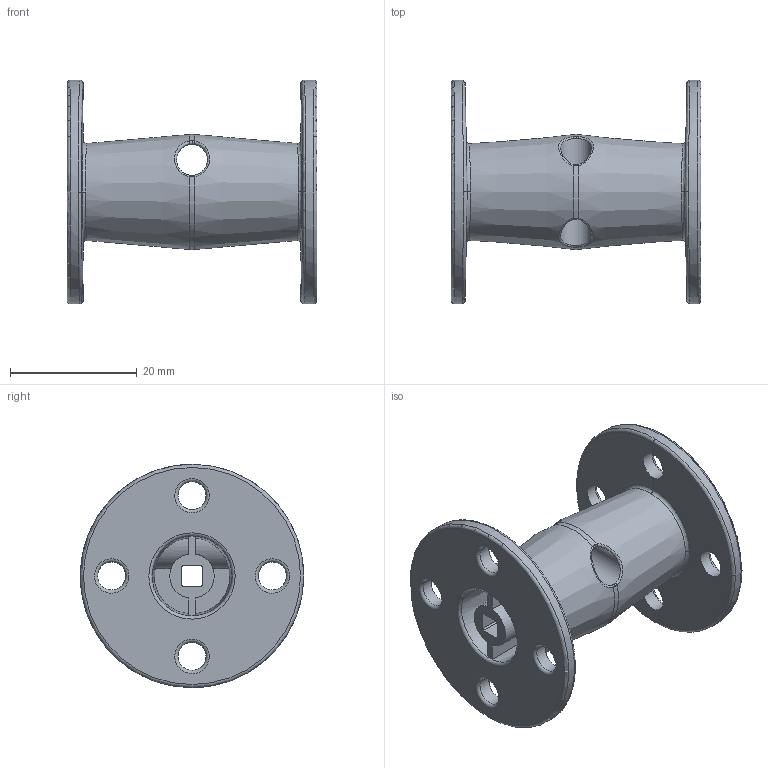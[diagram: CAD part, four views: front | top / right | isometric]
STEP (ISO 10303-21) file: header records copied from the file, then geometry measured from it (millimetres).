
FILE_DESCRIPTION(/* description */ (''),/* implementation_level */ '2;1');
FILE_NAME(/* name */ 'Winch Drum.ipt.step',/* time_stamp */ '2020-04-16T22:57:37-04:00',/* author */ ('Jordan'),/* organization */ (''),/* preprocessor_version */ 'ST-DEVELOPER v17',/* originating_system */ 'Autodesk Inventor 2019',/* authorisation */ '');
FILE_SCHEMA (('AUTOMOTIVE_DESIGN { 1 0 10303 214 3 1 1 }'));
Length unit declared in the file: inch
Products named in the file (1): Winch Drum
Bounding box: 39.5 x 35.31 x 35.31 mm (x, y, z)
Volume: 8580 mm3; surface area: 8757.8 mm2
Topology: 1 solids, 1 shells, 95 faces, 313 edges, 216 vertices
Faces by surface type: bspline 30, plane 24, cylinder 23, torus 12, cone 6
Full cylindrical faces by diameter (mm): 4.445 x8, 4.902 x1, 35.306 x2
Entity records: 9851 total; most frequent: CARTESIAN_POINT 7098, ORIENTED_EDGE 626, DIRECTION 553, EDGE_CURVE 313, AXIS2_PLACEMENT_3D 244, VERTEX_POINT 216, CIRCLE 129, EDGE_LOOP 111
